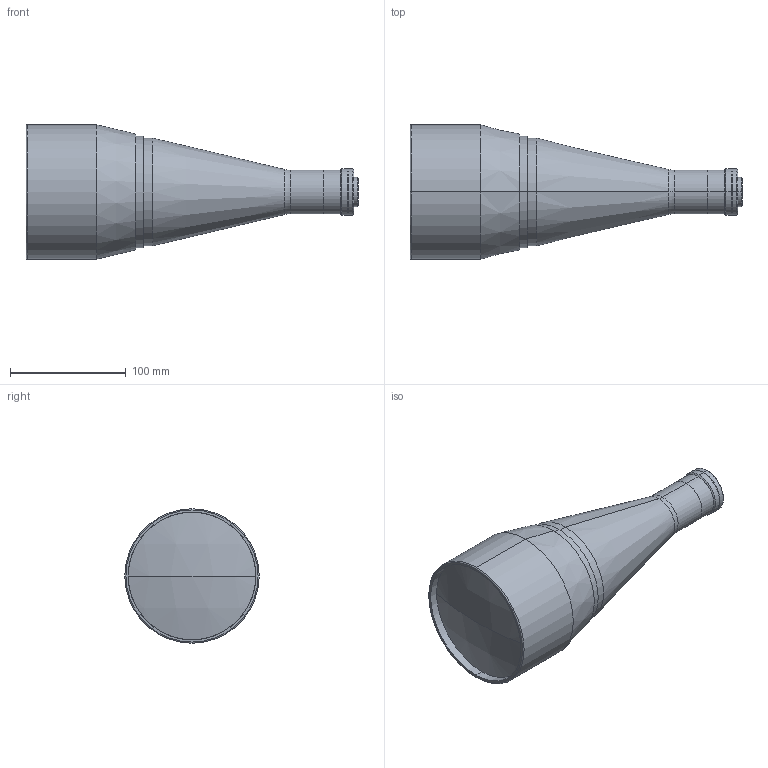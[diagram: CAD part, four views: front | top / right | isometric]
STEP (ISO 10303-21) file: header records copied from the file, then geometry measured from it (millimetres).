
FILE_DESCRIPTION (( 'STEP AP214' ), '1' );
FILE_NAME ('TC UV 2380.STEP', '2013-04-04T17:12:36', ( 'Work' ), ( '' ), 'SwSTEP 2.0', 'SolidWorks 2012', '' );
FILE_SCHEMA (( 'AUTOMOTIVE_DESIGN' ));
Length unit declared in the file: millimetre
Products named in the file (1): TC UV 2380
Bounding box: 286.47 x 116 x 116 mm (x, y, z)
Surface area: 91994.2 mm2 (no closed solid volume)
Topology: 0 solids, 7 shells, 51 faces, 138 edges, 99 vertices
Faces by surface type: cylinder 22, cone 12, plane 11, torus 4, sphere 2
Entity records: 2270 total; most frequent: DIRECTION 346, CARTESIAN_POINT 289, ORIENTED_EDGE 226, AXIS2_PLACEMENT_3D 156, EDGE_CURVE 138, CIRCLE 104, VERTEX_POINT 99, EDGE_LOOP 74
